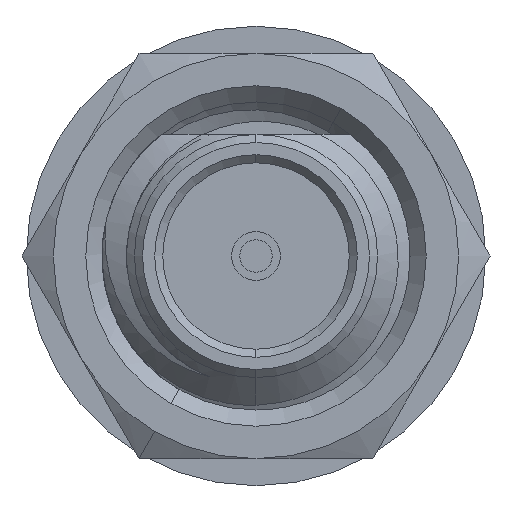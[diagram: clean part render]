
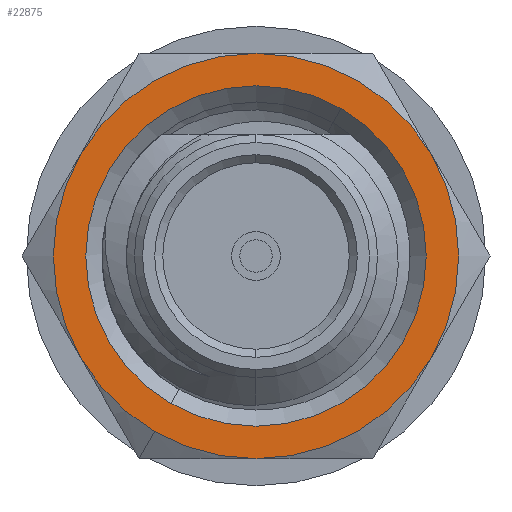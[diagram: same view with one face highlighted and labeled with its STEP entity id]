
A CAD part, left-side view. The second image highlights one B-rep face of the part: STEP entity #22875.
In plain terms, the highlighted planar face has unit normal (-1, 0, 0).
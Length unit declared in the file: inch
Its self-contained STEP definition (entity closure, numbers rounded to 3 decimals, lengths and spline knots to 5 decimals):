
#49 = AXIS2_PLACEMENT_3D ( 'NONE', #3569, #19972, #14106 ) ;
#909 = EDGE_CURVE ( 'NONE', #17593, #1276, #14904, .T. ) ;
#1276 = VERTEX_POINT ( 'NONE', #23628 ) ;
#1298 = DIRECTION ( 'NONE',  ( -1., 0., 0. ) ) ;
#2067 = DIRECTION ( 'NONE',  ( -1., 0., 0. ) ) ;
#2660 = DIRECTION ( 'NONE',  ( 1., 0., 0. ) ) ;
#2848 = DIRECTION ( 'NONE',  ( -1., 0., 0. ) ) ;
#2953 = VERTEX_POINT ( 'NONE', #21110 ) ;
#3569 = CARTESIAN_POINT ( 'NONE',  ( 0.245, 0., 0. ) ) ;
#4219 = CARTESIAN_POINT ( 'NONE',  ( 0.245, 0., 0. ) ) ;
#4341 = CARTESIAN_POINT ( 'NONE',  ( 0.245, 0., -0.125 ) ) ;
#4347 = EDGE_CURVE ( 'NONE', #19663, #17593, #21892, .T. ) ;
#4484 = EDGE_CURVE ( 'NONE', #4494, #13043, #21464, .T. ) ;
#4494 = VERTEX_POINT ( 'NONE', #10499 ) ;
#6077 = VERTEX_POINT ( 'NONE', #11192 ) ;
#6172 = DIRECTION ( 'NONE',  ( 0., 0.5, -0.866 ) ) ;
#6343 = EDGE_CURVE ( 'NONE', #6077, #24097, #12361, .T. ) ;
#6359 = DIRECTION ( 'NONE',  ( 0., 0.5, -0.866 ) ) ;
#6640 = CIRCLE ( 'NONE', #10024, 0.125 ) ;
#7086 = ORIENTED_EDGE ( 'NONE', *, *, #17806, .T. ) ;
#7402 = CARTESIAN_POINT ( 'NONE',  ( 0.245, -0.10825, 0.0625 ) ) ;
#7549 = ORIENTED_EDGE ( 'NONE', *, *, #13733, .T. ) ;
#7814 = CIRCLE ( 'NONE', #19508, 0.125 ) ;
#7898 = DIRECTION ( 'NONE',  ( 0., 0.5, -0.866 ) ) ;
#8235 = ORIENTED_EDGE ( 'NONE', *, *, #10407, .T. ) ;
#8645 = FACE_OUTER_BOUND ( 'NONE', #10422, .T. ) ;
#8779 = ORIENTED_EDGE ( 'NONE', *, *, #4484, .T. ) ;
#9206 = ORIENTED_EDGE ( 'NONE', *, *, #6343, .T. ) ;
#9400 = AXIS2_PLACEMENT_3D ( 'NONE', #23157, #2848, #6359 ) ;
#10024 = AXIS2_PLACEMENT_3D ( 'NONE', #22279, #26453, #7898 ) ;
#10069 = DIRECTION ( 'NONE',  ( 0., 0.5, -0.866 ) ) ;
#10407 = EDGE_CURVE ( 'NONE', #13043, #4494, #10696, .T. ) ;
#10422 = EDGE_LOOP ( 'NONE', ( #7549, #9206, #7086, #22481, #25626, #11308, #17023 ) ) ;
#10499 = CARTESIAN_POINT ( 'NONE',  ( 0.245, -0.0525, 0.09093 ) ) ;
#10696 = CIRCLE ( 'NONE', #20654, 0.105 ) ;
#10838 = CIRCLE ( 'NONE', #49, 0.125 ) ;
#11192 = CARTESIAN_POINT ( 'NONE',  ( 0.245, 0.0625, -0.10825 ) ) ;
#11308 = ORIENTED_EDGE ( 'NONE', *, *, #909, .T. ) ;
#11347 = CARTESIAN_POINT ( 'NONE',  ( 0.245, 0.10825, -0.0625 ) ) ;
#11822 = DIRECTION ( 'NONE',  ( 0., 0.5, -0.866 ) ) ;
#12252 = CIRCLE ( 'NONE', #16099, 0.125 ) ;
#12361 = CIRCLE ( 'NONE', #19315, 0.125 ) ;
#12375 = CARTESIAN_POINT ( 'NONE',  ( 0.245, 0., 0. ) ) ;
#12922 = CARTESIAN_POINT ( 'NONE',  ( 0.245, 0., 0. ) ) ;
#13043 = VERTEX_POINT ( 'NONE', #23230 ) ;
#13612 = AXIS2_PLACEMENT_3D ( 'NONE', #22684, #20665, #10069 ) ;
#13733 = EDGE_CURVE ( 'NONE', #26603, #6077, #10838, .T. ) ;
#14106 = DIRECTION ( 'NONE',  ( 0., 0.5, -0.866 ) ) ;
#14417 = CARTESIAN_POINT ( 'NONE',  ( 0.245, 0., 0. ) ) ;
#14591 = CARTESIAN_POINT ( 'NONE',  ( 0.245, 0., 0. ) ) ;
#14608 = PLANE ( 'NONE',  #9400 ) ;
#14701 = EDGE_CURVE ( 'NONE', #1276, #26603, #7814, .T. ) ;
#14904 = CIRCLE ( 'NONE', #13612, 0.125 ) ;
#15904 = CARTESIAN_POINT ( 'NONE',  ( 0.245, 0., 0.125 ) ) ;
#16099 = AXIS2_PLACEMENT_3D ( 'NONE', #17941, #1298, #11822 ) ;
#17023 = ORIENTED_EDGE ( 'NONE', *, *, #14701, .T. ) ;
#17593 = VERTEX_POINT ( 'NONE', #15904 ) ;
#17806 = EDGE_CURVE ( 'NONE', #24097, #2953, #12252, .T. ) ;
#17941 = CARTESIAN_POINT ( 'NONE',  ( 0.245, 0., 0. ) ) ;
#18170 = EDGE_CURVE ( 'NONE', #2953, #19663, #6640, .T. ) ;
#18295 = EDGE_LOOP ( 'NONE', ( #8235, #8779 ) ) ;
#18864 = AXIS2_PLACEMENT_3D ( 'NONE', #12922, #22700, #19037 ) ;
#18941 = DIRECTION ( 'NONE',  ( 0., 0.5, -0.866 ) ) ;
#19037 = DIRECTION ( 'NONE',  ( 0., 0.5, -0.866 ) ) ;
#19315 = AXIS2_PLACEMENT_3D ( 'NONE', #14591, #22867, #18941 ) ;
#19508 = AXIS2_PLACEMENT_3D ( 'NONE', #4219, #2067, #20484 ) ;
#19663 = VERTEX_POINT ( 'NONE', #7402 ) ;
#19972 = DIRECTION ( 'NONE',  ( -1., 0., 0. ) ) ;
#20484 = DIRECTION ( 'NONE',  ( 0., 0.5, -0.866 ) ) ;
#20654 = AXIS2_PLACEMENT_3D ( 'NONE', #12375, #26343, #20675 ) ;
#20665 = DIRECTION ( 'NONE',  ( -1., 0., 0. ) ) ;
#20675 = DIRECTION ( 'NONE',  ( 0., 0.5, -0.866 ) ) ;
#21110 = CARTESIAN_POINT ( 'NONE',  ( 0.245, -0.10825, -0.0625 ) ) ;
#21400 = FACE_BOUND ( 'NONE', #18295, .T. ) ;
#21464 = CIRCLE ( 'NONE', #24051, 0.105 ) ;
#21892 = CIRCLE ( 'NONE', #18864, 0.125 ) ;
#22279 = CARTESIAN_POINT ( 'NONE',  ( 0.245, 0., 0. ) ) ;
#22481 = ORIENTED_EDGE ( 'NONE', *, *, #18170, .T. ) ;
#22684 = CARTESIAN_POINT ( 'NONE',  ( 0.245, 0., 0. ) ) ;
#22700 = DIRECTION ( 'NONE',  ( -1., 0., 0. ) ) ;
#22867 = DIRECTION ( 'NONE',  ( -1., 0., 0. ) ) ;
#22875 = ADVANCED_FACE ( 'NONE', ( #21400, #8645 ), #14608, .T. ) ;
#23157 = CARTESIAN_POINT ( 'NONE',  ( 0.245, 0., 0. ) ) ;
#23230 = CARTESIAN_POINT ( 'NONE',  ( 0.245, 0.0525, -0.09093 ) ) ;
#23628 = CARTESIAN_POINT ( 'NONE',  ( 0.245, 0.10825, 0.0625 ) ) ;
#24051 = AXIS2_PLACEMENT_3D ( 'NONE', #14417, #2660, #6172 ) ;
#24097 = VERTEX_POINT ( 'NONE', #4341 ) ;
#25626 = ORIENTED_EDGE ( 'NONE', *, *, #4347, .T. ) ;
#26343 = DIRECTION ( 'NONE',  ( 1., 0., 0. ) ) ;
#26453 = DIRECTION ( 'NONE',  ( -1., 0., 0. ) ) ;
#26603 = VERTEX_POINT ( 'NONE', #11347 ) ;
